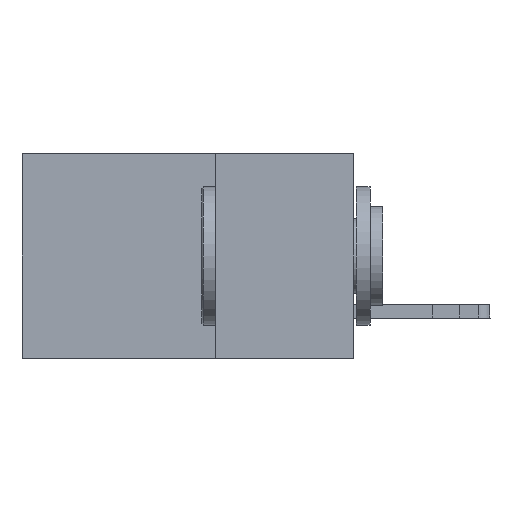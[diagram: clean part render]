
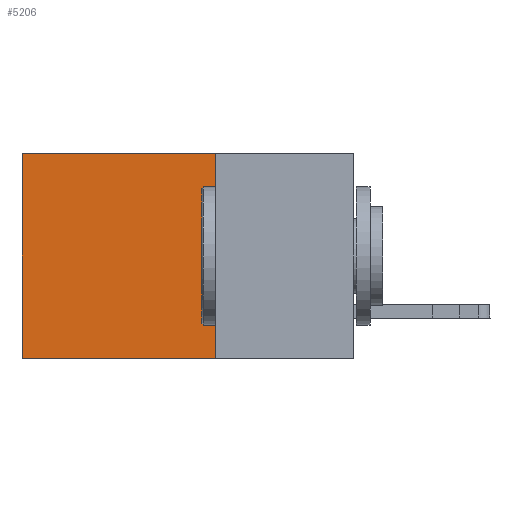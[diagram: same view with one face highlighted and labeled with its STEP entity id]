
A CAD part, left-side view. The second image highlights one B-rep face of the part: STEP entity #5206.
In plain terms, the highlighted planar face has unit normal (-1, 0, 0).
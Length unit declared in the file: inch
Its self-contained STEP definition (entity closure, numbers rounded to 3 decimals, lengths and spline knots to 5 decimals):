
#2482 = ORIENTED_EDGE ( 'NONE', *, *, #22464, .T. ) ;
#4054 = VERTEX_POINT ( 'NONE', #23530 ) ;
#5206 = ADVANCED_FACE ( 'NONE', ( #21121 ), #26021, .F. ) ;
#5336 = ORIENTED_EDGE ( 'NONE', *, *, #21511, .F. ) ;
#7280 = DIRECTION ( 'NONE',  ( 0., 0., -1. ) ) ;
#7479 = ORIENTED_EDGE ( 'NONE', *, *, #28107, .F. ) ;
#8153 = LINE ( 'NONE', #31326, #29642 ) ;
#8665 = VECTOR ( 'NONE', #8813, 39.37008 ) ;
#8813 = DIRECTION ( 'NONE',  ( 0., 0., -1. ) ) ;
#9734 = EDGE_CURVE ( 'NONE', #30870, #32214, #28645, .T. ) ;
#10339 = DIRECTION ( 'NONE',  ( 0., 1., 0. ) ) ;
#10780 = VECTOR ( 'NONE', #7280, 39.37008 ) ;
#11662 = CARTESIAN_POINT ( 'NONE',  ( 0.2875, 0.6, 0. ) ) ;
#11779 = DIRECTION ( 'NONE',  ( 0., 1., 0. ) ) ;
#14888 = DIRECTION ( 'NONE',  ( 1., 0., 0. ) ) ;
#16157 = LINE ( 'NONE', #33954, #8665 ) ;
#17324 = LINE ( 'NONE', #24111, #10780 ) ;
#19175 = ORIENTED_EDGE ( 'NONE', *, *, #9734, .T. ) ;
#20744 = VERTEX_POINT ( 'NONE', #36487 ) ;
#21121 = FACE_OUTER_BOUND ( 'NONE', #26181, .T. ) ;
#21193 = VECTOR ( 'NONE', #10339, 39.37008 ) ;
#21511 = EDGE_CURVE ( 'NONE', #30870, #4054, #16157, .T. ) ;
#22464 = EDGE_CURVE ( 'NONE', #32214, #20744, #17324, .T. ) ;
#23530 = CARTESIAN_POINT ( 'NONE',  ( 0.2875, 0.25, -0.37 ) ) ;
#24111 = CARTESIAN_POINT ( 'NONE',  ( 0.2875, 0.6, 0. ) ) ;
#24200 = CARTESIAN_POINT ( 'NONE',  ( 0.2875, 0.25, 0. ) ) ;
#26021 = PLANE ( 'NONE',  #33426 ) ;
#26181 = EDGE_LOOP ( 'NONE', ( #2482, #7479, #5336, #19175 ) ) ;
#28107 = EDGE_CURVE ( 'NONE', #4054, #20744, #8153, .T. ) ;
#28645 = LINE ( 'NONE', #24200, #21193 ) ;
#29642 = VECTOR ( 'NONE', #11779, 39.37008 ) ;
#30870 = VERTEX_POINT ( 'NONE', #33646 ) ;
#31326 = CARTESIAN_POINT ( 'NONE',  ( 0.2875, 0.25, -0.37 ) ) ;
#31625 = CARTESIAN_POINT ( 'NONE',  ( 0.2875, 0.25, 0. ) ) ;
#32214 = VERTEX_POINT ( 'NONE', #11662 ) ;
#33426 = AXIS2_PLACEMENT_3D ( 'NONE', #31625, #14888, #34462 ) ;
#33646 = CARTESIAN_POINT ( 'NONE',  ( 0.2875, 0.25, 0. ) ) ;
#33954 = CARTESIAN_POINT ( 'NONE',  ( 0.2875, 0.25, 0. ) ) ;
#34462 = DIRECTION ( 'NONE',  ( 0., 0., -1. ) ) ;
#36487 = CARTESIAN_POINT ( 'NONE',  ( 0.2875, 0.6, -0.37 ) ) ;
